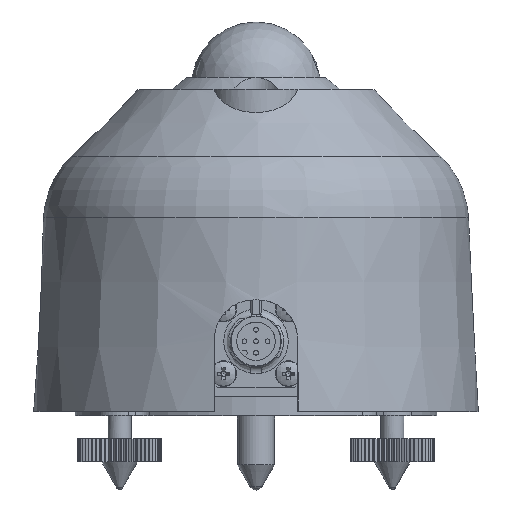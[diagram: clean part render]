
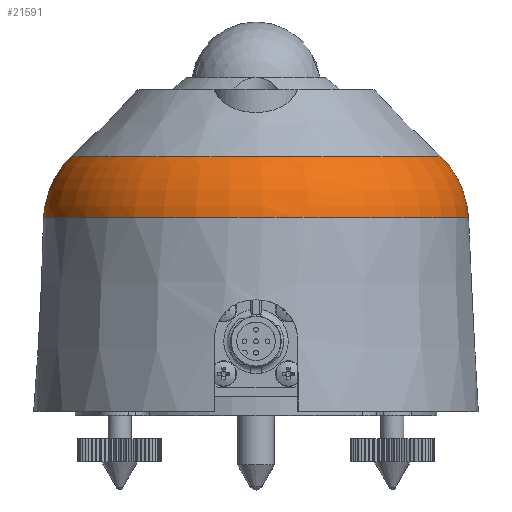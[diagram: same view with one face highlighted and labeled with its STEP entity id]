
A CAD part, top view. The second image highlights one B-rep face of the part: STEP entity #21591.
In plain terms, the highlighted toroidal (fillet/blend) face has major radius 25.914 mm and minor radius 20 mm.
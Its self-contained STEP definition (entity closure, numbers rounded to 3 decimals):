
#698 = DIRECTION ( 'NONE',  ( -1., 0., 0. ) ) ;
#850 = CARTESIAN_POINT ( 'NONE',  ( -57.843, 24.652, 55.849 ) ) ;
#1103 = CARTESIAN_POINT ( 'NONE',  ( -48.437, 23.795, 55.348 ) ) ;
#1711 = CIRCLE ( 'NONE', #13505, 40.056 ) ;
#1909 = FACE_OUTER_BOUND ( 'NONE', #5068, .T. ) ;
#1914 = CARTESIAN_POINT ( 'NONE',  ( -59.857, 30.068, 60.023 ) ) ;
#1929 = B_SPLINE_CURVE_WITH_KNOTS ( 'NONE', 3,
 ( #18394, #26494, #1914, #16368 ),
 .UNSPECIFIED., .F., .F.,
 ( 4, 4 ),
 ( 0., 0. ),
 .UNSPECIFIED. ) ;
#2826 = CARTESIAN_POINT ( 'NONE',  ( -59.416, 27.059, 57.446 ) ) ;
#2999 = CARTESIAN_POINT ( 'NONE',  ( -52.789, 22.486, 54.65 ) ) ;
#3083 = CARTESIAN_POINT ( 'NONE',  ( -50.347, 22.836, 54.83 ) ) ;
#3111 = AXIS2_PLACEMENT_3D ( 'NONE', #24778, #18297, #6291 ) ;
#3179 = CARTESIAN_POINT ( 'NONE',  ( -49.842, 23.025, 54.928 ) ) ;
#3539 = DIRECTION ( 'NONE',  ( 1., 0., 0. ) ) ;
#4237 = CIRCLE ( 'NONE', #3111, 45.888 ) ;
#4959 = CARTESIAN_POINT ( 'NONE',  ( -54.688, 22.775, 54.798 ) ) ;
#5050 = CARTESIAN_POINT ( 'NONE',  ( -53.067, 22.497, 54.655 ) ) ;
#5068 = EDGE_LOOP ( 'NONE', ( #20081, #25644, #14605 ) ) ;
#5138 = CARTESIAN_POINT ( 'NONE',  ( -53.89, 22.591, 54.703 ) ) ;
#5225 = CARTESIAN_POINT ( 'NONE',  ( -53.619, 22.549, 54.682 ) ) ;
#5378 = VERTEX_POINT ( 'NONE', #6248 ) ;
#6248 = CARTESIAN_POINT ( 'NONE',  ( -98.532, 16.985, 99.475 ) ) ;
#6291 = DIRECTION ( 'NONE',  ( -1., 0., 0. ) ) ;
#7128 = CARTESIAN_POINT ( 'NONE',  ( -56.648, 23.657, 55.271 ) ) ;
#7203 = B_SPLINE_CURVE_WITH_KNOTS ( 'NONE', 3,
 ( #21386, #13284, #23633, #13374, #11202, #23723, #9297, #11468, #13465, #11289, #15375, #1103, #25791, #3179, #3083, #13199, #17528, #2999, #5050, #5225, #5138, #19553, #4959, #17439, #9385, #25868, #7128, #7308, #9209, #850, #15285, #13554, #19295, #21723, #2826, #7212, #17269, #9032, #11116, #19377 ),
 .UNSPECIFIED., .F., .F.,
 ( 4, 2, 2, 2, 2, 2, 2, 2, 2, 2, 2, 2, 2, 2, 2, 2, 2, 2, 2, 4 ),
 ( 0., 0.003, 0.005, 0.006, 0.007, 0.008, 0.01, 0.011, 0.013, 0.014, 0.015, 0.016, 0.016, 0.018, 0.019, 0.02, 0.021, 0.023, 0.025, 0.026 ),
 .UNSPECIFIED. ) ;
#7212 = CARTESIAN_POINT ( 'NONE',  ( -59.687, 27.913, 58.101 ) ) ;
#7308 = CARTESIAN_POINT ( 'NONE',  ( -57.275, 24.133, 55.542 ) ) ;
#7756 = CARTESIAN_POINT ( 'NONE',  ( -45.433, 30.118, 60.074 ) ) ;
#9032 = CARTESIAN_POINT ( 'NONE',  ( -59.877, 29.164, 59.16 ) ) ;
#9209 = CARTESIAN_POINT ( 'NONE',  ( -57.473, 24.302, 55.64 ) ) ;
#9297 = CARTESIAN_POINT ( 'NONE',  ( -46.411, 25.985, 56.696 ) ) ;
#9385 = CARTESIAN_POINT ( 'NONE',  ( -55.461, 23.046, 54.941 ) ) ;
#10690 = DIRECTION ( 'NONE',  ( 0., 1., 0. ) ) ;
#11048 = VERTEX_POINT ( 'NONE', #23284 ) ;
#11116 = CARTESIAN_POINT ( 'NONE',  ( -59.888, 29.572, 59.535 ) ) ;
#11202 = CARTESIAN_POINT ( 'NONE',  ( -45.973, 26.811, 57.267 ) ) ;
#11289 = CARTESIAN_POINT ( 'NONE',  ( -47.285, 24.801, 55.936 ) ) ;
#11468 = CARTESIAN_POINT ( 'NONE',  ( -46.673, 25.58, 56.428 ) ) ;
#12565 = EDGE_CURVE ( 'NONE', #11048, #19628, #1711, .T. ) ;
#13199 = CARTESIAN_POINT ( 'NONE',  ( -51.419, 22.571, 54.693 ) ) ;
#13284 = CARTESIAN_POINT ( 'NONE',  ( -45.37, 29.337, 59.291 ) ) ;
#13374 = CARTESIAN_POINT ( 'NONE',  ( -45.806, 27.235, 57.577 ) ) ;
#13465 = CARTESIAN_POINT ( 'NONE',  ( -46.818, 25.379, 56.299 ) ) ;
#13505 = AXIS2_PLACEMENT_3D ( 'NONE', #21319, #10690, #698 ) ;
#13554 = CARTESIAN_POINT ( 'NONE',  ( -58.503, 25.402, 56.311 ) ) ;
#14048 = EDGE_CURVE ( 'NONE', #19628, #18825, #7203, .T. ) ;
#14605 = ORIENTED_EDGE ( 'NONE', *, *, #12565, .F. ) ;
#14866 = CARTESIAN_POINT ( 'NONE',  ( -59.866, 29.967, 59.923 ) ) ;
#15285 = CARTESIAN_POINT ( 'NONE',  ( -58.017, 24.835, 55.959 ) ) ;
#15375 = CARTESIAN_POINT ( 'NONE',  ( -47.638, 24.444, 55.722 ) ) ;
#16368 = CARTESIAN_POINT ( 'NONE',  ( -59.853, 30.118, 60.073 ) ) ;
#17269 = CARTESIAN_POINT ( 'NONE',  ( -59.777, 28.336, 58.444 ) ) ;
#17439 = CARTESIAN_POINT ( 'NONE',  ( -55.205, 22.946, 54.887 ) ) ;
#17528 = CARTESIAN_POINT ( 'NONE',  ( -51.964, 22.5, 54.657 ) ) ;
#18222 = CARTESIAN_POINT ( 'NONE',  ( -52.644, 15.976, 99.475 ) ) ;
#18297 = DIRECTION ( 'NONE',  ( 0., -1., 0. ) ) ;
#18394 = CARTESIAN_POINT ( 'NONE',  ( -59.866, 29.967, 59.923 ) ) ;
#18825 = VERTEX_POINT ( 'NONE', #14866 ) ;
#19217 = ORIENTED_EDGE ( 'NONE', *, *, #19795, .F. ) ;
#19295 = CARTESIAN_POINT ( 'NONE',  ( -58.782, 25.81, 56.575 ) ) ;
#19344 = EDGE_LOOP ( 'NONE', ( #19217 ) ) ;
#19377 = CARTESIAN_POINT ( 'NONE',  ( -59.866, 29.967, 59.923 ) ) ;
#19553 = CARTESIAN_POINT ( 'NONE',  ( -54.425, 22.704, 54.761 ) ) ;
#19628 = VERTEX_POINT ( 'NONE', #7756 ) ;
#19795 = EDGE_CURVE ( 'NONE', #5378, #5378, #4237, .T. ) ;
#20081 = ORIENTED_EDGE ( 'NONE', *, *, #23321, .F. ) ;
#21104 = AXIS2_PLACEMENT_3D ( 'NONE', #18222, #24264, #3539 ) ;
#21319 = CARTESIAN_POINT ( 'NONE',  ( -52.644, 30.118, 99.475 ) ) ;
#21386 = CARTESIAN_POINT ( 'NONE',  ( -45.433, 30.118, 60.074 ) ) ;
#21591 = ADVANCED_FACE ( 'NONE', ( #1909, #25450 ), #23188, .T. ) ;
#21723 = CARTESIAN_POINT ( 'NONE',  ( -59.237, 26.636, 57.142 ) ) ;
#23188 = TOROIDAL_SURFACE ( 'NONE', #21104, 25.914, 20. ) ;
#23284 = CARTESIAN_POINT ( 'NONE',  ( -59.853, 30.118, 60.073 ) ) ;
#23321 = EDGE_CURVE ( 'NONE', #18825, #11048, #1929, .T. ) ;
#23633 = CARTESIAN_POINT ( 'NONE',  ( -45.437, 28.514, 58.572 ) ) ;
#23723 = CARTESIAN_POINT ( 'NONE',  ( -46.292, 26.19, 56.834 ) ) ;
#24264 = DIRECTION ( 'NONE',  ( 0., -1., 0. ) ) ;
#24778 = CARTESIAN_POINT ( 'NONE',  ( -52.644, 16.985, 99.475 ) ) ;
#25450 = FACE_OUTER_BOUND ( 'NONE', #19344, .T. ) ;
#25644 = ORIENTED_EDGE ( 'NONE', *, *, #14048, .F. ) ;
#25791 = CARTESIAN_POINT ( 'NONE',  ( -48.889, 23.502, 55.186 ) ) ;
#25868 = CARTESIAN_POINT ( 'NONE',  ( -56.195, 23.384, 55.121 ) ) ;
#26494 = CARTESIAN_POINT ( 'NONE',  ( -59.861, 30.017, 59.973 ) ) ;
